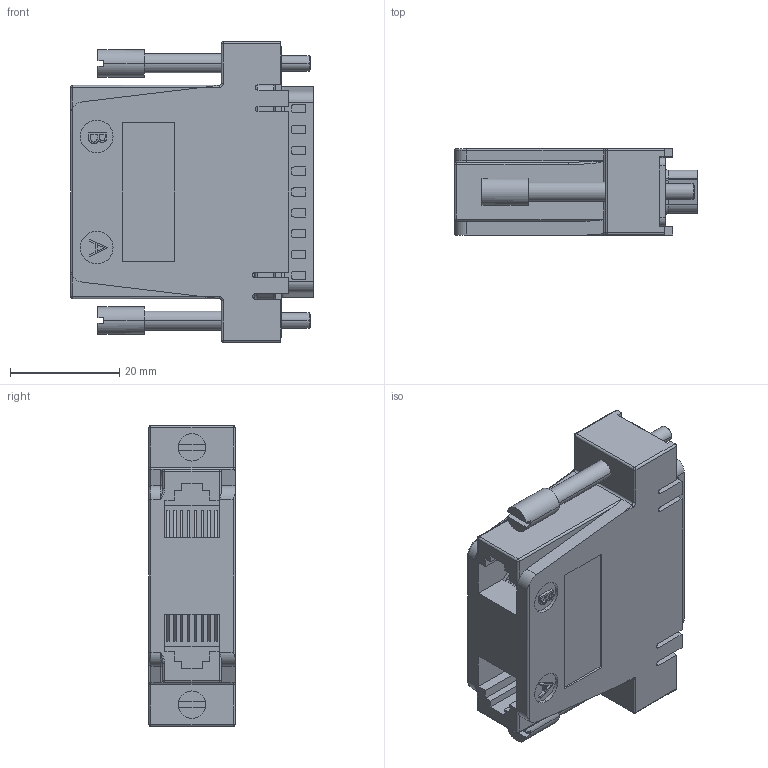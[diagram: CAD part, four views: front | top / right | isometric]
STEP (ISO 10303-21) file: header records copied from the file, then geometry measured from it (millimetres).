
FILE_DESCRIPTION (( 'STEP AP203' ), '1' );
FILE_NAME ('RA2588M.STEP', '2006-06-23T20:12:37', ( 'lcom' ), ( 'lcom' ), 'SwSTEP 2.0', 'SolidWorks 2006004', '' );
FILE_SCHEMA (( 'CONFIG_CONTROL_DESIGN' ));
Length unit declared in the file: inch
Products named in the file (6): RA2588M; SP9774-MA1; C&P25M; CRIMP&POKE M; RA2588-MA1_CSMN9 Screw
Assembly tree (30 placements, depth 3):
  RA2588M
    SP9774-MA1
    C&P25M
      CRIMP&POKE M  x25
      C&P25M
    RA2588-MA1_CSMN9 Screw  x2
Bounding box: 44.42 x 15.8 x 54.99 mm (x, y, z)
Volume: 17007.6 mm3; surface area: 17636.2 mm2
Topology: 29 solids, 29 shells, 1339 faces, 3165 edges, 2030 vertices
Faces by surface type: plane 614, cylinder 570, cone 54, bspline 38, sphere 35, torus 28
Entity records: 32959 total; most frequent: CARTESIAN_POINT 9087, DIRECTION 4706, ORIENTED_EDGE 4590, EDGE_CURVE 2295, AXIS2_PLACEMENT_3D 1587, VECTOR 1532, LINE 1532, VERTEX_POINT 1499
